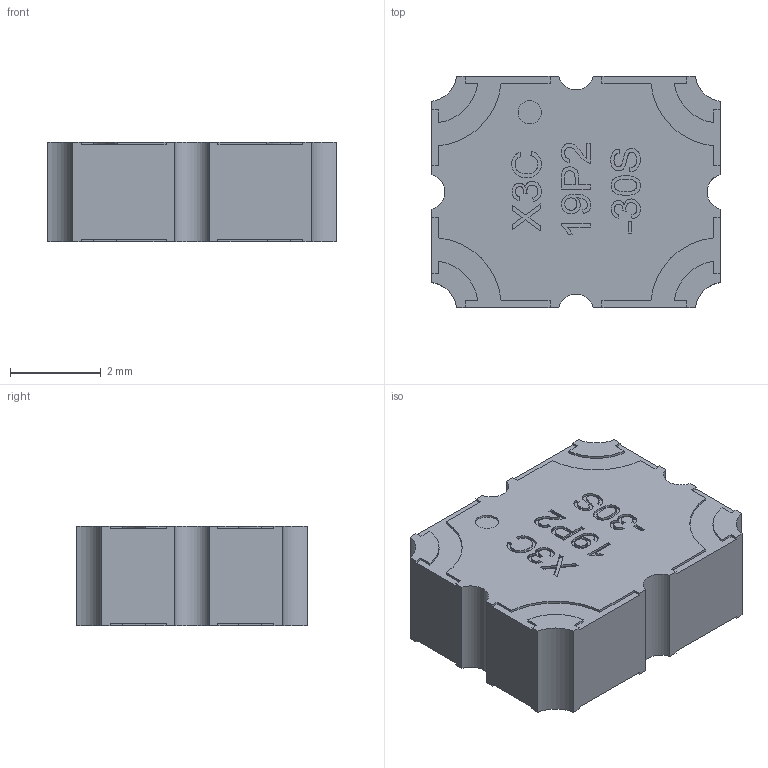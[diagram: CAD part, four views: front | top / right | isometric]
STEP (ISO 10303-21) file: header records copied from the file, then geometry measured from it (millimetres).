
FILE_DESCRIPTION (( 'STEP AP203' ), '1' );
FILE_NAME ('X3C19P2-30S.STEP', '2025-05-05T13:32:16', ( '' ), ( '' ), 'SwSTEP 2.0', 'SolidWorks 2023', '' );
FILE_SCHEMA (( 'CONFIG_CONTROL_DESIGN' ));
Length unit declared in the file: inch
Products named in the file (1): X3C19P2-30S
Bounding box: 6.35 x 5.08 x 2.18 mm (x, y, z)
Volume: 66.4 mm3; surface area: 114.6 mm2
Topology: 1 solids, 1 shells, 281 faces, 789 edges, 526 vertices
Faces by surface type: plane 166, bspline 94, cylinder 21
Entity records: 14324 total; most frequent: CARTESIAN_POINT 7595, ORIENTED_EDGE 1578, DIRECTION 1019, EDGE_CURVE 789, VECTOR 559, LINE 559, VERTEX_POINT 526, EDGE_LOOP 297
